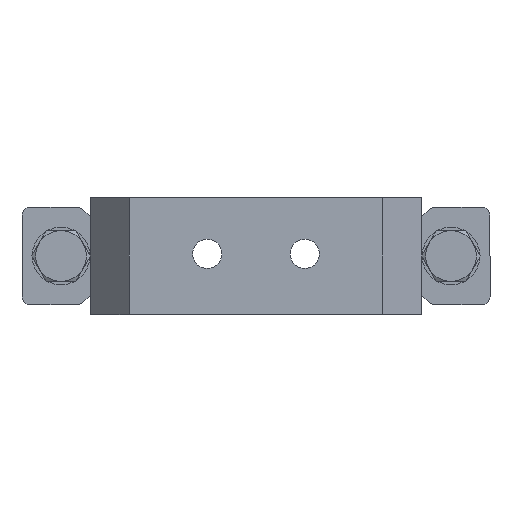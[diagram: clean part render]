
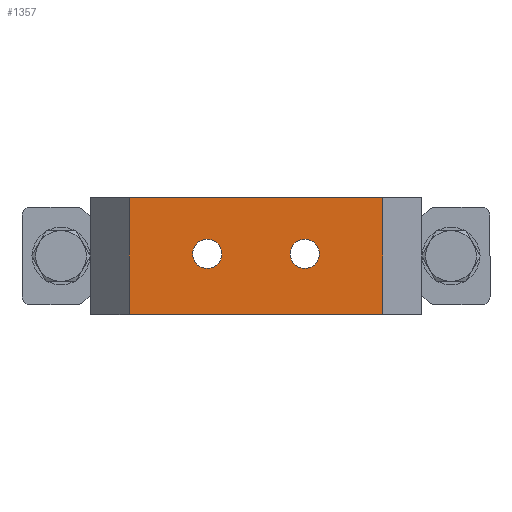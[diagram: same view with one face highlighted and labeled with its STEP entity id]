
A CAD part, left-side view. The second image highlights one B-rep face of the part: STEP entity #1357.
In plain terms, the highlighted planar face has unit normal (-1, 0, 0).
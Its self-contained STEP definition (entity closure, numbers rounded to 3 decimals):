
#128 = VECTOR ( 'NONE', #2451, 1000. ) ;
#157 = ORIENTED_EDGE ( 'NONE', *, *, #5524, .T. ) ;
#169 = VERTEX_POINT ( 'NONE', #7884 ) ;
#334 = VERTEX_POINT ( 'NONE', #6711 ) ;
#386 = DIRECTION ( 'NONE',  ( 0., 1., 0. ) ) ;
#533 = CARTESIAN_POINT ( 'NONE',  ( -11.5, 32.5, 0. ) ) ;
#698 = VERTEX_POINT ( 'NONE', #6530 ) ;
#796 = FACE_OUTER_BOUND ( 'NONE', #7046, .T. ) ;
#936 = LINE ( 'NONE', #533, #128 ) ;
#1167 = AXIS2_PLACEMENT_3D ( 'NONE', #1653, #4320, #5572 ) ;
#1222 = LINE ( 'NONE', #7078, #3265 ) ;
#1279 = CIRCLE ( 'NONE', #7493, 3.75 ) ;
#1314 = LINE ( 'NONE', #5344, #6722 ) ;
#1357 = ADVANCED_FACE ( 'NONE', ( #3840, #6276, #796 ), #2551, .F. ) ;
#1526 = VERTEX_POINT ( 'NONE', #2756 ) ;
#1642 = AXIS2_PLACEMENT_3D ( 'NONE', #5779, #7147, #3224 ) ;
#1653 = CARTESIAN_POINT ( 'NONE',  ( -11.5, 12.5, 15.552 ) ) ;
#1679 = EDGE_CURVE ( 'NONE', #1837, #3112, #1279, .T. ) ;
#1837 = VERTEX_POINT ( 'NONE', #3647 ) ;
#2203 = DIRECTION ( 'NONE',  ( 0., 1., 0. ) ) ;
#2225 = DIRECTION ( 'NONE',  ( 1., 0., 0. ) ) ;
#2343 = ORIENTED_EDGE ( 'NONE', *, *, #6160, .F. ) ;
#2363 = DIRECTION ( 'NONE',  ( 1., 0., 0. ) ) ;
#2451 = DIRECTION ( 'NONE',  ( 0., -1., 0. ) ) ;
#2551 = PLANE ( 'NONE',  #1642 ) ;
#2626 = CIRCLE ( 'NONE', #5794, 3.75 ) ;
#2756 = CARTESIAN_POINT ( 'NONE',  ( -11.5, -32.5, 30. ) ) ;
#3012 = CARTESIAN_POINT ( 'NONE',  ( -11.5, -8.75, 15.552 ) ) ;
#3112 = VERTEX_POINT ( 'NONE', #3012 ) ;
#3224 = DIRECTION ( 'NONE',  ( 0., 0., -1. ) ) ;
#3243 = CARTESIAN_POINT ( 'NONE',  ( -11.5, 32.5, 30. ) ) ;
#3265 = VECTOR ( 'NONE', #5113, 1000. ) ;
#3365 = EDGE_LOOP ( 'NONE', ( #6887, #8211 ) ) ;
#3647 = CARTESIAN_POINT ( 'NONE',  ( -11.5, -16.25, 15.552 ) ) ;
#3674 = LINE ( 'NONE', #3243, #5784 ) ;
#3840 = FACE_BOUND ( 'NONE', #6840, .T. ) ;
#3873 = ORIENTED_EDGE ( 'NONE', *, *, #6106, .F. ) ;
#4014 = EDGE_CURVE ( 'NONE', #4220, #334, #2626, .T. ) ;
#4075 = CARTESIAN_POINT ( 'NONE',  ( -11.5, -32.5, 0. ) ) ;
#4123 = CARTESIAN_POINT ( 'NONE',  ( -11.5, -12.5, 15.552 ) ) ;
#4220 = VERTEX_POINT ( 'NONE', #5275 ) ;
#4265 = VERTEX_POINT ( 'NONE', #4075 ) ;
#4320 = DIRECTION ( 'NONE',  ( 1., 0., 0. ) ) ;
#4743 = EDGE_CURVE ( 'NONE', #334, #4220, #6533, .T. ) ;
#5113 = DIRECTION ( 'NONE',  ( 0., 0., -1. ) ) ;
#5275 = CARTESIAN_POINT ( 'NONE',  ( -11.5, 8.75, 15.552 ) ) ;
#5332 = DIRECTION ( 'NONE',  ( 0., 1., 0. ) ) ;
#5344 = CARTESIAN_POINT ( 'NONE',  ( -11.5, -32.5, 30. ) ) ;
#5524 = EDGE_CURVE ( 'NONE', #169, #698, #1222, .T. ) ;
#5572 = DIRECTION ( 'NONE',  ( 0., 1., 0. ) ) ;
#5597 = EDGE_CURVE ( 'NONE', #698, #4265, #936, .T. ) ;
#5779 = CARTESIAN_POINT ( 'NONE',  ( -11.5, 32.5, 30. ) ) ;
#5784 = VECTOR ( 'NONE', #7989, 1000. ) ;
#5794 = AXIS2_PLACEMENT_3D ( 'NONE', #7504, #2363, #386 ) ;
#5970 = DIRECTION ( 'NONE',  ( 1., 0., 0. ) ) ;
#5978 = DIRECTION ( 'NONE',  ( 0., 0., -1. ) ) ;
#6106 = EDGE_CURVE ( 'NONE', #169, #1526, #3674, .T. ) ;
#6160 = EDGE_CURVE ( 'NONE', #1526, #4265, #1314, .T. ) ;
#6276 = FACE_BOUND ( 'NONE', #3365, .T. ) ;
#6296 = EDGE_CURVE ( 'NONE', #3112, #1837, #6501, .T. ) ;
#6501 = CIRCLE ( 'NONE', #8233, 3.75 ) ;
#6530 = CARTESIAN_POINT ( 'NONE',  ( -11.5, 32.5, 0. ) ) ;
#6533 = CIRCLE ( 'NONE', #1167, 3.75 ) ;
#6711 = CARTESIAN_POINT ( 'NONE',  ( -11.5, 16.25, 15.552 ) ) ;
#6722 = VECTOR ( 'NONE', #5978, 1000. ) ;
#6812 = CARTESIAN_POINT ( 'NONE',  ( -11.5, -12.5, 15.552 ) ) ;
#6840 = EDGE_LOOP ( 'NONE', ( #8317, #8049 ) ) ;
#6887 = ORIENTED_EDGE ( 'NONE', *, *, #4743, .T. ) ;
#6925 = ORIENTED_EDGE ( 'NONE', *, *, #5597, .T. ) ;
#7046 = EDGE_LOOP ( 'NONE', ( #6925, #2343, #3873, #157 ) ) ;
#7078 = CARTESIAN_POINT ( 'NONE',  ( -11.5, 32.5, 30. ) ) ;
#7147 = DIRECTION ( 'NONE',  ( 1., 0., 0. ) ) ;
#7493 = AXIS2_PLACEMENT_3D ( 'NONE', #4123, #5970, #5332 ) ;
#7504 = CARTESIAN_POINT ( 'NONE',  ( -11.5, 12.5, 15.552 ) ) ;
#7884 = CARTESIAN_POINT ( 'NONE',  ( -11.5, 32.5, 30. ) ) ;
#7989 = DIRECTION ( 'NONE',  ( 0., -1., 0. ) ) ;
#8049 = ORIENTED_EDGE ( 'NONE', *, *, #1679, .T. ) ;
#8211 = ORIENTED_EDGE ( 'NONE', *, *, #4014, .T. ) ;
#8233 = AXIS2_PLACEMENT_3D ( 'NONE', #6812, #2225, #2203 ) ;
#8317 = ORIENTED_EDGE ( 'NONE', *, *, #6296, .T. ) ;
